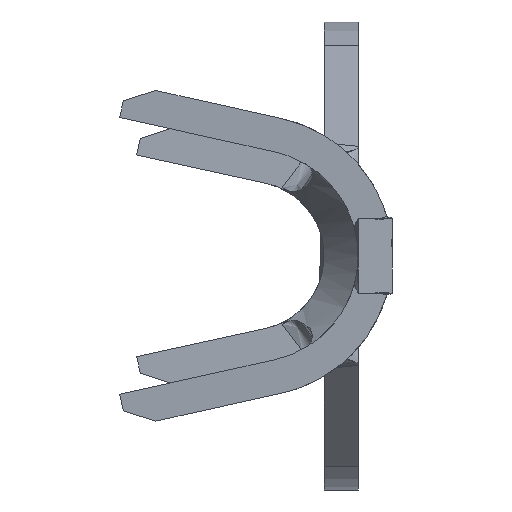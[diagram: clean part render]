
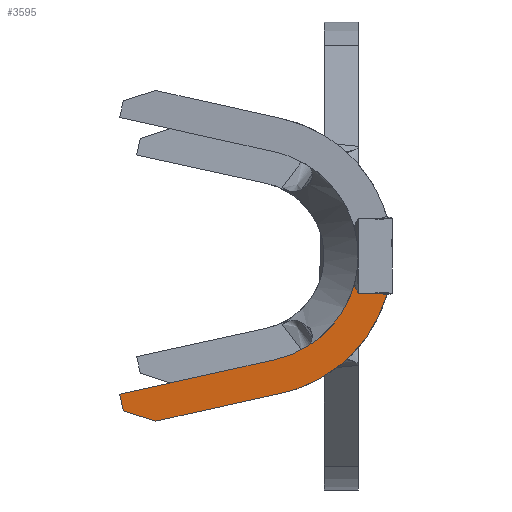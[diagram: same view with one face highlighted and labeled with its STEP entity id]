
A CAD part, left-side view. The second image highlights one B-rep face of the part: STEP entity #3595.
In plain terms, the highlighted planar face has unit normal (-0.996, 0.087, 0).
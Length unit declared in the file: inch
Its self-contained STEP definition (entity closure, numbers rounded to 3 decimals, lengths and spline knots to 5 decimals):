
#67 = EDGE_CURVE ( 'NONE', #3939, #925, #1946, .T. ) ;
#79 =( BOUNDED_CURVE ( )  B_SPLINE_CURVE ( 3, ( #7127, #319, #397, #1996 ),
 .UNSPECIFIED., .F., .F. ) 
 B_SPLINE_CURVE_WITH_KNOTS ( ( 4, 4 ),
 ( 4.93196, 6.0003 ),
 .UNSPECIFIED. ) 
 CURVE ( )  GEOMETRIC_REPRESENTATION_ITEM ( )  RATIONAL_B_SPLINE_CURVE ( ( 1., 0.907, 0.907, 1. ) ) 
 REPRESENTATION_ITEM ( '' )  );
#193 = VECTOR ( 'NONE', #883, 39.37008 ) ;
#319 = CARTESIAN_POINT ( 'NONE',  ( -0.98893, 0.06505, -0.13954 ) ) ;
#373 = ORIENTED_EDGE ( 'NONE', *, *, #4363, .F. ) ;
#375 = AXIS2_PLACEMENT_3D ( 'NONE', #3894, #5597, #2180 ) ;
#397 = CARTESIAN_POINT ( 'NONE',  ( -0.99266, 0.02249, -0.09959 ) ) ;
#537 = CARTESIAN_POINT ( 'NONE',  ( -0.9849, 0.11113, -0.20105 ) ) ;
#654 = VERTEX_POINT ( 'NONE', #5875 ) ;
#658 = VECTOR ( 'NONE', #842, 39.37008 ) ;
#718 = DIRECTION ( 'NONE',  ( 0.083, 0.951, 0.298 ) ) ;
#842 = DIRECTION ( 'NONE',  ( 0.085, 0.972, -0.217 ) ) ;
#883 = DIRECTION ( 'NONE',  ( -0.084, -0.957, -0.278 ) ) ;
#925 = VERTEX_POINT ( 'NONE', #4728 ) ;
#1022 = EDGE_CURVE ( 'NONE', #2698, #1252, #79, .T. ) ;
#1235 = CARTESIAN_POINT ( 'NONE',  ( -0.98261, 0.13732, -0.15567 ) ) ;
#1252 = VERTEX_POINT ( 'NONE', #3884 ) ;
#1293 = CARTESIAN_POINT ( 'NONE',  ( -0.96334, 0.35764, -0.22342 ) ) ;
#1345 = CARTESIAN_POINT ( 'NONE',  ( -0.99828, -0.04181, -0.0575 ) ) ;
#1350 = CARTESIAN_POINT ( 'NONE',  ( -0.9849, 0.11113, -0.20105 ) ) ;
#1456 = CARTESIAN_POINT ( 'NONE',  ( -0.99828, -0.04181, -0.0575 ) ) ;
#1596 = ORIENTED_EDGE ( 'NONE', *, *, #6886, .F. ) ;
#1672 = EDGE_CURVE ( 'NONE', #654, #3939, #3200, .T. ) ;
#1800 = DIRECTION ( 'NONE',  ( -0.085, -0.972, 0.217 ) ) ;
#1946 = LINE ( 'NONE', #3455, #6151 ) ;
#1996 = CARTESIAN_POINT ( 'NONE',  ( -0.99408, 0.0062, -0.04354 ) ) ;
#2156 = LINE ( 'NONE', #4796, #658 ) ;
#2171 = CARTESIAN_POINT ( 'NONE',  ( -0.99828, -0.04181, -0.0575 ) ) ;
#2180 = DIRECTION ( 'NONE',  ( 0.087, 0.996, 0. ) ) ;
#2303 =( BOUNDED_CURVE ( )  B_SPLINE_CURVE ( 3, ( #2171, #6732, #3955, #537 ),
 .UNSPECIFIED., .F., .F. ) 
 B_SPLINE_CURVE_WITH_KNOTS ( ( 4, 4 ),
 ( 0.28288, 1.35123 ),
 .UNSPECIFIED. ) 
 CURVE ( )  GEOMETRIC_REPRESENTATION_ITEM ( )  RATIONAL_B_SPLINE_CURVE ( ( 1., 0.907, 0.907, 1. ) ) 
 REPRESENTATION_ITEM ( '' )  );
#2344 = ORIENTED_EDGE ( 'NONE', *, *, #5502, .F. ) ;
#2385 = CARTESIAN_POINT ( 'NONE',  ( -0.98395, 0.12202, -0.15225 ) ) ;
#2523 = ORIENTED_EDGE ( 'NONE', *, *, #1672, .F. ) ;
#2698 = VERTEX_POINT ( 'NONE', #2385 ) ;
#3015 = VECTOR ( 'NONE', #718, 39.37008 ) ;
#3126 = EDGE_LOOP ( 'NONE', ( #4538, #3328, #1596, #3162, #2523, #373, #2344 ) ) ;
#3162 = ORIENTED_EDGE ( 'NONE', *, *, #67, .F. ) ;
#3200 = LINE ( 'NONE', #1293, #3015 ) ;
#3232 = VERTEX_POINT ( 'NONE', #1345 ) ;
#3328 = ORIENTED_EDGE ( 'NONE', *, *, #1022, .F. ) ;
#3455 = CARTESIAN_POINT ( 'NONE',  ( -0.96394, 0.35068, -0.20006 ) ) ;
#3595 = ADVANCED_FACE ( 'NONE', ( #3901 ), #7280, .F. ) ;
#3884 = CARTESIAN_POINT ( 'NONE',  ( -0.99408, 0.0062, -0.04354 ) ) ;
#3894 = CARTESIAN_POINT ( 'NONE',  ( -0.999, -0.05, -0.25 ) ) ;
#3901 = FACE_OUTER_BOUND ( 'NONE', #3126, .T. ) ;
#3939 = VERTEX_POINT ( 'NONE', #6588 ) ;
#3955 = CARTESIAN_POINT ( 'NONE',  ( -0.99148, 0.0359, -0.18427 ) ) ;
#4025 = VECTOR ( 'NONE', #1800, 39.37008 ) ;
#4363 = EDGE_CURVE ( 'NONE', #5651, #654, #2156, .T. ) ;
#4538 = ORIENTED_EDGE ( 'NONE', *, *, #5931, .F. ) ;
#4728 = CARTESIAN_POINT ( 'NONE',  ( -0.964, 0.35, -0.20313 ) ) ;
#4796 = CARTESIAN_POINT ( 'NONE',  ( -0.98356, 0.12651, -0.20449 ) ) ;
#5074 = DIRECTION ( 'NONE',  ( 0.019, 0.218, 0.976 ) ) ;
#5502 = EDGE_CURVE ( 'NONE', #3232, #5651, #2303, .T. ) ;
#5530 = LINE ( 'NONE', #1235, #4025 ) ;
#5597 = DIRECTION ( 'NONE',  ( 0.996, -0.087, 0. ) ) ;
#5651 = VERTEX_POINT ( 'NONE', #1350 ) ;
#5875 = CARTESIAN_POINT ( 'NONE',  ( -0.96865, 0.29685, -0.2425 ) ) ;
#5931 = EDGE_CURVE ( 'NONE', #1252, #3232, #6249, .T. ) ;
#6151 = VECTOR ( 'NONE', #5074, 39.37008 ) ;
#6249 = LINE ( 'NONE', #1456, #193 ) ;
#6588 = CARTESIAN_POINT ( 'NONE',  ( -0.96448, 0.34455, -0.22753 ) ) ;
#6732 = CARTESIAN_POINT ( 'NONE',  ( -0.9964, -0.0203, -0.13152 ) ) ;
#6886 = EDGE_CURVE ( 'NONE', #925, #2698, #5530, .T. ) ;
#7127 = CARTESIAN_POINT ( 'NONE',  ( -0.98395, 0.12202, -0.15225 ) ) ;
#7280 = PLANE ( 'NONE',  #375 ) ;
